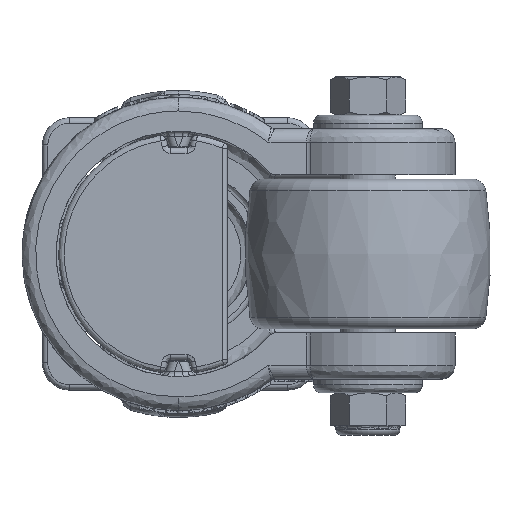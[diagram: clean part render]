
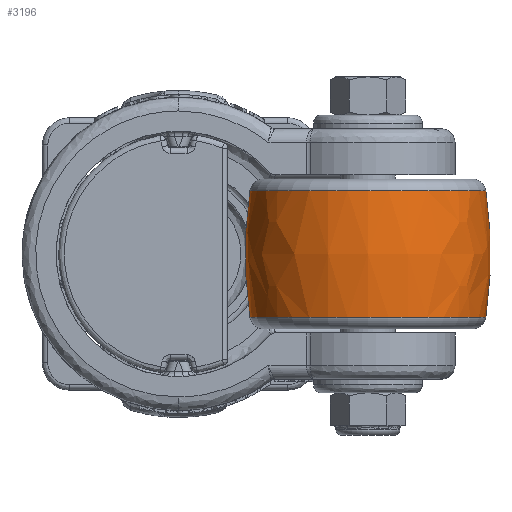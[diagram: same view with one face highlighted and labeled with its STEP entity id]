
A CAD part, front view. The second image highlights one B-rep face of the part: STEP entity #3196.
In plain terms, the highlighted free-form (B-spline) face has degree [3, 3] with [6, 4] control points.
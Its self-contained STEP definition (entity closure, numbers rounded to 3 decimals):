
#773 = B_SPLINE_CURVE_WITH_KNOTS ( 'NONE', 3,
 ( #49863, #19578, #37049, #18700, #41103, #53955 ),
 .UNSPECIFIED., .F., .F.,
 ( 4, 2, 4 ),
 ( 0.078, 0.5, 0.922 ),
 .UNSPECIFIED. ) ;
#1697 = CARTESIAN_POINT ( 'NONE',  ( -17.09, -65.356, 17.067 ) ) ;
#3196 = ADVANCED_FACE ( 'NONE', ( #28220 ), #26930, .T. ) ;
#4631 = CIRCLE ( 'NONE', #37198, 43.302 ) ;
#5408 = DIRECTION ( 'NONE',  ( 0., 0., 1. ) ) ;
#6092 = CARTESIAN_POINT ( 'NONE',  ( -17.09, 23.5, 17.067 ) ) ;
#6382 = CARTESIAN_POINT ( 'NONE',  ( -17.662, 23.5, -6.284 ) ) ;
#6665 = CARTESIAN_POINT ( 'NONE',  ( 72.338, -66.5, 9.284 ) ) ;
#6781 = B_SPLINE_CURVE_WITH_KNOTS ( 'NONE', 3,
 ( #51036, #55411, #55972, #28919, #15515, #24817 ),
 .UNSPECIFIED., .F., .F.,
 ( 4, 2, 4 ),
 ( 0.078, 0.5, 0.922 ),
 .UNSPECIFIED. ) ;
#7254 = CARTESIAN_POINT ( 'NONE',  ( 70.64, 23.5, -21.727 ) ) ;
#8352 = EDGE_LOOP ( 'NONE', ( #43292, #8380, #43384, #42994 ) ) ;
#8380 = ORIENTED_EDGE ( 'NONE', *, *, #53102, .T. ) ;
#10746 = CARTESIAN_POINT ( 'NONE',  ( -17.662, -66.5, 9.284 ) ) ;
#14092 = VERTEX_POINT ( 'NONE', #53739 ) ;
#14241 = CARTESIAN_POINT ( 'NONE',  ( 72.338, -66.5, -6.284 ) ) ;
#15331 = VERTEX_POINT ( 'NONE', #54368 ) ;
#15515 = CARTESIAN_POINT ( 'NONE',  ( 71.766, 23.5, -14.067 ) ) ;
#18588 = CARTESIAN_POINT ( 'NONE',  ( 70.64, 23.5, 24.727 ) ) ;
#18700 = CARTESIAN_POINT ( 'NONE',  ( -17.662, 23.5, -6.284 ) ) ;
#19578 = CARTESIAN_POINT ( 'NONE',  ( -17.09, 23.5, 17.067 ) ) ;
#21345 = DIRECTION ( 'NONE',  ( 0., 0., -1. ) ) ;
#24123 = CARTESIAN_POINT ( 'NONE',  ( 71.766, -65.356, 17.067 ) ) ;
#24396 = CARTESIAN_POINT ( 'NONE',  ( -17.09, 23.5, -14.067 ) ) ;
#24817 = CARTESIAN_POINT ( 'NONE',  ( 70.64, 23.5, -21.727 ) ) ;
#26360 = CARTESIAN_POINT ( 'NONE',  ( 27.338, 23.5, -21.727 ) ) ;
#26930 =( BOUNDED_SURFACE ( )  B_SPLINE_SURFACE ( 3, 3, ( 
 ( #54129, #33127, #50907, #18588 ),
 ( #6092, #1697, #24123, #50617 ),
 ( #46538, #10746, #6665, #28503 ),
 ( #6382, #41852, #14241, #27623 ),
 ( #24396, #36334, #31980, #49750 ),
 ( #45383, #40982, #54421, #7254 ) ),
 .UNSPECIFIED., .F., .F., .F. ) 
 B_SPLINE_SURFACE_WITH_KNOTS ( ( 4, 2, 4 ),
 ( 4, 4 ),
 ( 0., 0.5, 1. ),
 ( 0., 1. ),
 .UNSPECIFIED. ) 
 GEOMETRIC_REPRESENTATION_ITEM ( )  RATIONAL_B_SPLINE_SURFACE ( (
 ( 1., 0.333, 0.333, 1.),
 ( 1., 0.333, 0.333, 1.),
 ( 1., 0.333, 0.333, 1.),
 ( 1., 0.333, 0.333, 1.),
 ( 1., 0.333, 0.333, 1.),
 ( 1., 0.333, 0.333, 1.) ) ) 
 REPRESENTATION_ITEM ( '' )  SURFACE ( )  );
#27623 = CARTESIAN_POINT ( 'NONE',  ( 72.338, 23.5, -6.284 ) ) ;
#28220 = FACE_OUTER_BOUND ( 'NONE', #8352, .T. ) ;
#28503 = CARTESIAN_POINT ( 'NONE',  ( 72.338, 23.5, 9.284 ) ) ;
#28919 = CARTESIAN_POINT ( 'NONE',  ( 72.338, 23.5, -6.284 ) ) ;
#30077 = CARTESIAN_POINT ( 'NONE',  ( 70.64, 23.5, -21.727 ) ) ;
#31980 = CARTESIAN_POINT ( 'NONE',  ( 71.766, -65.356, -14.067 ) ) ;
#32281 = CARTESIAN_POINT ( 'NONE',  ( -15.965, 23.5, -21.727 ) ) ;
#33127 = CARTESIAN_POINT ( 'NONE',  ( -15.965, -63.105, 24.727 ) ) ;
#36025 = EDGE_CURVE ( 'NONE', #42699, #43469, #4631, .T. ) ;
#36334 = CARTESIAN_POINT ( 'NONE',  ( -17.09, -65.356, -14.067 ) ) ;
#37049 = CARTESIAN_POINT ( 'NONE',  ( -17.662, 23.5, 9.284 ) ) ;
#37198 = AXIS2_PLACEMENT_3D ( 'NONE', #26360, #5408, #53158 ) ;
#38532 = CIRCLE ( 'NONE', #46922, 43.302 ) ;
#38816 = CARTESIAN_POINT ( 'NONE',  ( 27.338, 23.5, 24.727 ) ) ;
#40982 = CARTESIAN_POINT ( 'NONE',  ( -15.965, -63.105, -21.727 ) ) ;
#41103 = CARTESIAN_POINT ( 'NONE',  ( -17.09, 23.5, -14.067 ) ) ;
#41852 = CARTESIAN_POINT ( 'NONE',  ( -17.662, -66.5, -6.284 ) ) ;
#42313 = DIRECTION ( 'NONE',  ( 1., 0., 0. ) ) ;
#42699 = VERTEX_POINT ( 'NONE', #32281 ) ;
#42994 = ORIENTED_EDGE ( 'NONE', *, *, #56888, .F. ) ;
#43292 = ORIENTED_EDGE ( 'NONE', *, *, #52809, .T. ) ;
#43384 = ORIENTED_EDGE ( 'NONE', *, *, #36025, .T. ) ;
#43469 = VERTEX_POINT ( 'NONE', #30077 ) ;
#45383 = CARTESIAN_POINT ( 'NONE',  ( -15.965, 23.5, -21.727 ) ) ;
#46538 = CARTESIAN_POINT ( 'NONE',  ( -17.662, 23.5, 9.284 ) ) ;
#46922 = AXIS2_PLACEMENT_3D ( 'NONE', #38816, #21345, #42313 ) ;
#49750 = CARTESIAN_POINT ( 'NONE',  ( 71.766, 23.5, -14.067 ) ) ;
#49863 = CARTESIAN_POINT ( 'NONE',  ( -15.965, 23.5, 24.727 ) ) ;
#50617 = CARTESIAN_POINT ( 'NONE',  ( 71.766, 23.5, 17.067 ) ) ;
#50907 = CARTESIAN_POINT ( 'NONE',  ( 70.64, -63.105, 24.727 ) ) ;
#51036 = CARTESIAN_POINT ( 'NONE',  ( 70.64, 23.5, 24.727 ) ) ;
#52809 = EDGE_CURVE ( 'NONE', #15331, #14092, #38532, .T. ) ;
#53102 = EDGE_CURVE ( 'NONE', #14092, #42699, #773, .T. ) ;
#53158 = DIRECTION ( 'NONE',  ( 1., 0., 0. ) ) ;
#53739 = CARTESIAN_POINT ( 'NONE',  ( -15.965, 23.5, 24.727 ) ) ;
#53955 = CARTESIAN_POINT ( 'NONE',  ( -15.965, 23.5, -21.727 ) ) ;
#54129 = CARTESIAN_POINT ( 'NONE',  ( -15.965, 23.5, 24.727 ) ) ;
#54368 = CARTESIAN_POINT ( 'NONE',  ( 70.64, 23.5, 24.727 ) ) ;
#54421 = CARTESIAN_POINT ( 'NONE',  ( 70.64, -63.105, -21.727 ) ) ;
#55411 = CARTESIAN_POINT ( 'NONE',  ( 71.766, 23.5, 17.067 ) ) ;
#55972 = CARTESIAN_POINT ( 'NONE',  ( 72.338, 23.5, 9.284 ) ) ;
#56888 = EDGE_CURVE ( 'NONE', #15331, #43469, #6781, .T. ) ;
